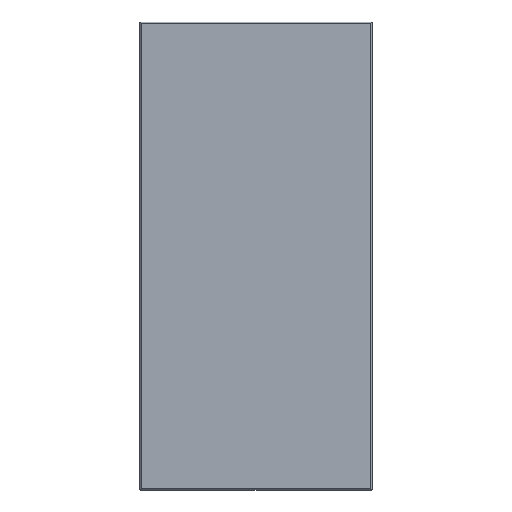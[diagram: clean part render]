
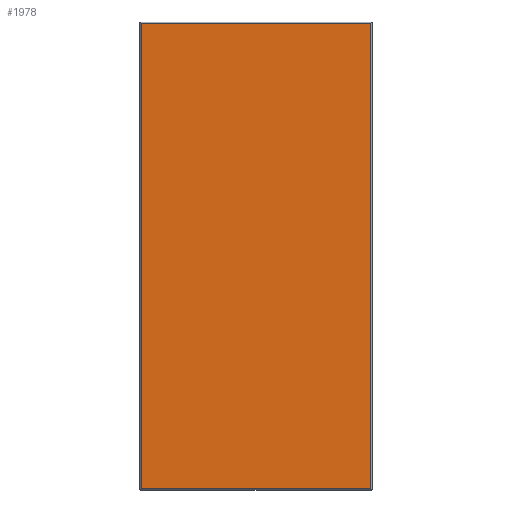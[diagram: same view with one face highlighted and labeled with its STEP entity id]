
A CAD part, front view. The second image highlights one B-rep face of the part: STEP entity #1978.
In plain terms, the highlighted planar face has unit normal (0, -1, 0).
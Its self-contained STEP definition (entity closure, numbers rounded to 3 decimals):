
#134=PLANE('',#2212);
#250=FACE_OUTER_BOUND('',#374,.T.);
#374=EDGE_LOOP('',(#1823,#1824,#1825,#1826));
#590=LINE('',#3265,#760);
#593=LINE('',#3273,#763);
#595=LINE('',#3276,#765);
#634=LINE('',#3422,#804);
#760=VECTOR('',#2654,10.);
#763=VECTOR('',#2663,10.);
#765=VECTOR('',#2667,10.);
#804=VECTOR('',#2820,10.);
#941=VERTEX_POINT('',#3262);
#942=VERTEX_POINT('',#3264);
#943=VERTEX_POINT('',#3270);
#944=VERTEX_POINT('',#3272);
#1189=EDGE_CURVE('',#941,#942,#590,.T.);
#1193=EDGE_CURVE('',#943,#944,#593,.T.);
#1195=EDGE_CURVE('',#942,#943,#595,.T.);
#1262=EDGE_CURVE('',#944,#941,#634,.T.);
#1823=ORIENTED_EDGE('',*,*,#1189,.F.);
#1824=ORIENTED_EDGE('',*,*,#1262,.F.);
#1825=ORIENTED_EDGE('',*,*,#1193,.F.);
#1826=ORIENTED_EDGE('',*,*,#1195,.F.);
#1978=ADVANCED_FACE('',(#250),#134,.F.);
#2212=AXIS2_PLACEMENT_3D('',#3423,#2821,#2822);
#2654=DIRECTION('',(-1.,0.,0.));
#2663=DIRECTION('',(1.,0.,0.));
#2667=DIRECTION('',(0.,0.,1.));
#2820=DIRECTION('',(0.,0.,-1.));
#2821=DIRECTION('center_axis',(0.,1.,0.));
#2822=DIRECTION('ref_axis',(1.,0.,0.));
#3262=CARTESIAN_POINT('',(31.1,0.,-63.1));
#3264=CARTESIAN_POINT('',(-31.1,0.,-63.1));
#3265=CARTESIAN_POINT('',(15.75,0.,-63.1));
#3270=CARTESIAN_POINT('',(-31.1,0.,63.1));
#3272=CARTESIAN_POINT('',(31.1,0.,63.1));
#3273=CARTESIAN_POINT('',(-15.75,0.,63.1));
#3276=CARTESIAN_POINT('',(-31.1,0.,-31.75));
#3422=CARTESIAN_POINT('',(31.1,0.,31.75));
#3423=CARTESIAN_POINT('Origin',(0.,0.,0.));
